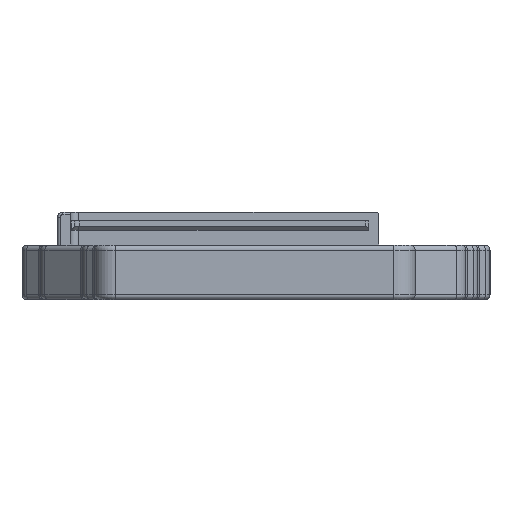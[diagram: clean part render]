
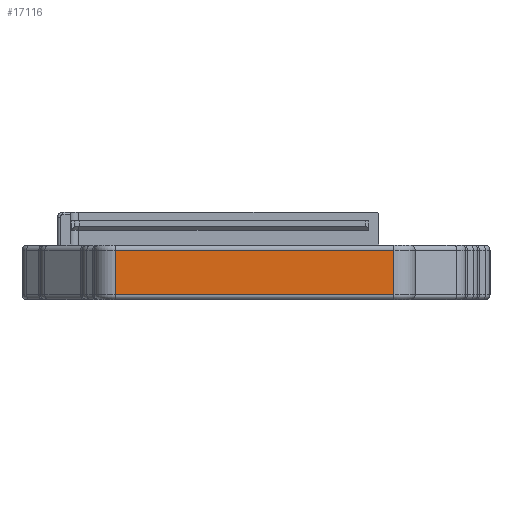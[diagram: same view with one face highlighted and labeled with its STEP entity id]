
A CAD part, left-side view. The second image highlights one B-rep face of the part: STEP entity #17116.
In plain terms, the highlighted planar face has unit normal (-1, 0, 0).
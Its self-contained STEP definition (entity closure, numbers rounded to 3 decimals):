
#1940=FACE_OUTER_BOUND('',#2917,.T.);
#2917=EDGE_LOOP('',(#11976,#11977,#11978,#11979));
#3947=LINE('',#25898,#5513);
#3969=LINE('',#26027,#5535);
#4056=LINE('',#26374,#5622);
#4067=LINE('',#26454,#5633);
#5513=VECTOR('',#20252,10.);
#5535=VECTOR('',#20404,10.);
#5622=VECTOR('',#20761,10.);
#5633=VECTOR('',#20872,10.);
#7101=VERTEX_POINT('',#25888);
#7103=VERTEX_POINT('',#25894);
#7146=VERTEX_POINT('',#26025);
#7269=VERTEX_POINT('',#26365);
#8821=EDGE_CURVE('',#7101,#7103,#3947,.T.);
#8886=EDGE_CURVE('',#7101,#7146,#3969,.T.);
#9060=EDGE_CURVE('',#7269,#7146,#4056,.T.);
#9100=EDGE_CURVE('',#7103,#7269,#4067,.T.);
#11976=ORIENTED_EDGE('',*,*,#8821,.F.);
#11977=ORIENTED_EDGE('',*,*,#8886,.T.);
#11978=ORIENTED_EDGE('',*,*,#9060,.F.);
#11979=ORIENTED_EDGE('',*,*,#9100,.F.);
#16633=PLANE('',#18320);
#17116=ADVANCED_FACE('',(#1940),#16633,.T.);
#18320=AXIS2_PLACEMENT_3D('',#26453,#20870,#20871);
#20252=DIRECTION('',(0.,1.,0.));
#20404=DIRECTION('',(0.,0.,1.));
#20761=DIRECTION('',(0.,-1.,0.));
#20870=DIRECTION('center_axis',(-1.,0.,0.));
#20871=DIRECTION('ref_axis',(0.,-1.,0.));
#20872=DIRECTION('',(0.,0.,1.));
#25888=CARTESIAN_POINT('',(-142.15,16.293,1.));
#25894=CARTESIAN_POINT('',(-142.15,69.493,1.));
#25898=CARTESIAN_POINT('',(-142.15,56.068,1.));
#26025=CARTESIAN_POINT('',(-142.15,16.293,9.5));
#26027=CARTESIAN_POINT('',(-142.15,16.293,0.));
#26365=CARTESIAN_POINT('',(-142.15,69.493,9.5));
#26374=CARTESIAN_POINT('',(-142.15,56.068,9.5));
#26453=CARTESIAN_POINT('Origin',(-142.15,69.493,0.));
#26454=CARTESIAN_POINT('',(-142.15,69.493,0.));
